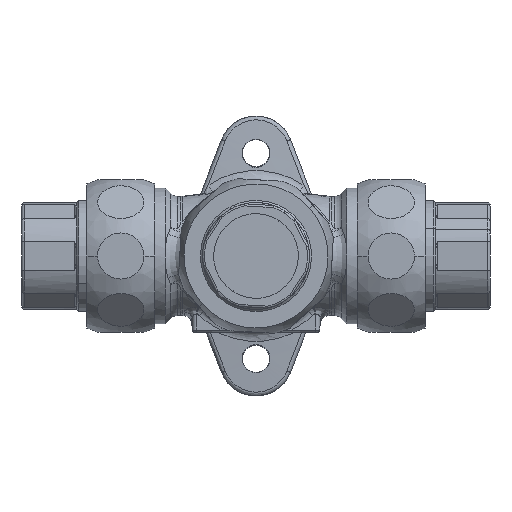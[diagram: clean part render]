
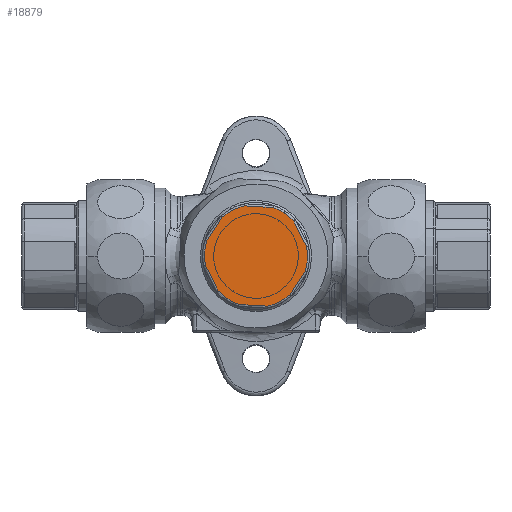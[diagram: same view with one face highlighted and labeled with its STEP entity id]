
A CAD part, front view. The second image highlights one B-rep face of the part: STEP entity #18879.
In plain terms, the highlighted planar face has unit normal (0, -1, 0).
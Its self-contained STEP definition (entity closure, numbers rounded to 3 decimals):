
#1652 = CARTESIAN_POINT ( 'NONE',  ( -2.814, -66.035, 12.218 ) ) ;
#1653 = CARTESIAN_POINT ( 'NONE',  ( -12.33, -66.035, -2.274 ) ) ;
#1656 = CARTESIAN_POINT ( 'NONE',  ( -11.988, -66.035, 3.672 ) ) ;
#2071 = CARTESIAN_POINT ( 'NONE',  ( 0., -66.035, 0. ) ) ;
#2072 = DIRECTION ( 'NONE',  ( 0., -1., 0. ) ) ;
#2073 = DIRECTION ( 'NONE',  ( 0.549, 0., 0.836 ) ) ;
#2698 = CIRCLE ( 'NONE', #2774, 12.537 ) ;
#2774 = AXIS2_PLACEMENT_3D ( 'NONE', #2071, #2072, #2073 ) ;
#2994 = AXIS2_PLACEMENT_3D ( 'NONE', #22968, #22981, #22983 ) ;
#11537 = CARTESIAN_POINT ( 'NONE',  ( -7.115, -66.035, -12.638 ) ) ;
#11544 = LINE ( 'NONE', #11537, #25615 ) ;
#11545 = CARTESIAN_POINT ( 'NONE',  ( 0., -66.035, 0. ) ) ;
#11546 = DIRECTION ( 'NONE',  ( 0., -1., 0. ) ) ;
#11547 = DIRECTION ( 'NONE',  ( 0.549, 0., 0.836 ) ) ;
#11548 = DIRECTION ( 'NONE',  ( 0.449, 0., -0.893 ) ) ;
#11549 = CARTESIAN_POINT ( 'NONE',  ( 7.387, -66.035, -12.481 ) ) ;
#11550 = LINE ( 'NONE', #11549, #25621 ) ;
#11551 = CARTESIAN_POINT ( 'NONE',  ( 0., -66.035, 0. ) ) ;
#11552 = DIRECTION ( 'NONE',  ( 0., -1., 0. ) ) ;
#11553 = DIRECTION ( 'NONE',  ( 0.549, 0., 0.836 ) ) ;
#11554 = DIRECTION ( 'NONE',  ( 0.998, 0., -0.057 ) ) ;
#11555 = LINE ( 'NONE', #11556, #25623 ) ;
#11556 = CARTESIAN_POINT ( 'NONE',  ( 10.061, -66.035, -6.606 ) ) ;
#11557 = CARTESIAN_POINT ( 'NONE',  ( 0., -66.035, 0. ) ) ;
#11558 = DIRECTION ( 'NONE',  ( 0., -1., 0. ) ) ;
#11559 = DIRECTION ( 'NONE',  ( 0.549, 0., 0.836 ) ) ;
#11560 = CARTESIAN_POINT ( 'NONE',  ( 14.388, -66.035, -1.818 ) ) ;
#11561 = DIRECTION ( 'NONE',  ( 0.549, 0., 0.836 ) ) ;
#11563 = LINE ( 'NONE', #11560, #25624 ) ;
#11564 = CARTESIAN_POINT ( 'NONE',  ( 0., -66.035, 0. ) ) ;
#11565 = DIRECTION ( 'NONE',  ( 0., -1., 0. ) ) ;
#11566 = DIRECTION ( 'NONE',  ( 0.549, 0., 0.836 ) ) ;
#11567 = DIRECTION ( 'NONE',  ( -0.449, 0., 0.893 ) ) ;
#11568 = CARTESIAN_POINT ( 'NONE',  ( 8.769, -66.035, 11.552 ) ) ;
#11569 = LINE ( 'NONE', #11568, #25630 ) ;
#11570 = CARTESIAN_POINT ( 'NONE',  ( 0., -66.035, 0. ) ) ;
#11571 = DIRECTION ( 'NONE',  ( 0., -1., 0. ) ) ;
#11572 = DIRECTION ( 'NONE',  ( 0.549, 0., 0.836 ) ) ;
#11573 = DIRECTION ( 'NONE',  ( -0.998, 0., 0.057 ) ) ;
#11575 = LINE ( 'NONE', #11576, #25632 ) ;
#11576 = CARTESIAN_POINT ( 'NONE',  ( -10.061, -66.035, 6.606 ) ) ;
#11577 = CARTESIAN_POINT ( 'NONE',  ( 0., -66.035, 0. ) ) ;
#11578 = DIRECTION ( 'NONE',  ( 0., -1., 0. ) ) ;
#11579 = DIRECTION ( 'NONE',  ( 0.549, 0., 0.836 ) ) ;
#11580 = DIRECTION ( 'NONE',  ( -0.549, 0., -0.836 ) ) ;
#11899 = CARTESIAN_POINT ( 'NONE',  ( 6.882, -66.035, 10.48 ) ) ;
#11925 = CARTESIAN_POINT ( 'NONE',  ( 4.196, -66.035, 11.815 ) ) ;
#12194 = CARTESIAN_POINT ( 'NONE',  ( -9.174, -66.035, -8.546 ) ) ;
#12195 = CARTESIAN_POINT ( 'NONE',  ( -4.196, -66.035, -11.815 ) ) ;
#12196 = CARTESIAN_POINT ( 'NONE',  ( 2.814, -66.035, -12.218 ) ) ;
#12197 = CARTESIAN_POINT ( 'NONE',  ( 8.134, -66.035, -9.541 ) ) ;
#12198 = CARTESIAN_POINT ( 'NONE',  ( 11.988, -66.035, -3.672 ) ) ;
#12199 = CARTESIAN_POINT ( 'NONE',  ( 12.33, -66.035, 2.274 ) ) ;
#12200 = CARTESIAN_POINT ( 'NONE',  ( 9.174, -66.035, 8.546 ) ) ;
#12202 = CARTESIAN_POINT ( 'NONE',  ( -8.134, -66.035, 9.541 ) ) ;
#18879 = ADVANCED_FACE ( 'NONE', ( #22974 ), #22976, .F. ) ;
#19978 = VERTEX_POINT ( 'NONE', #1652 ) ;
#19979 = VERTEX_POINT ( 'NONE', #1653 ) ;
#19982 = VERTEX_POINT ( 'NONE', #1656 ) ;
#20810 = ORIENTED_EDGE ( 'NONE', *, *, #23909, .T. ) ;
#20811 = ORIENTED_EDGE ( 'NONE', *, *, #23911, .T. ) ;
#20812 = ORIENTED_EDGE ( 'NONE', *, *, #23914, .T. ) ;
#20813 = ORIENTED_EDGE ( 'NONE', *, *, #23916, .T. ) ;
#20814 = ORIENTED_EDGE ( 'NONE', *, *, #23918, .T. ) ;
#20815 = ORIENTED_EDGE ( 'NONE', *, *, #23921, .T. ) ;
#20816 = ORIENTED_EDGE ( 'NONE', *, *, #23923, .T. ) ;
#20817 = ORIENTED_EDGE ( 'NONE', *, *, #23925, .T. ) ;
#20818 = ORIENTED_EDGE ( 'NONE', *, *, #23928, .T. ) ;
#20819 = ORIENTED_EDGE ( 'NONE', *, *, #23389, .T. ) ;
#20820 = ORIENTED_EDGE ( 'NONE', *, *, #23930, .T. ) ;
#20821 = ORIENTED_EDGE ( 'NONE', *, *, #23932, .T. ) ;
#20822 = ORIENTED_EDGE ( 'NONE', *, *, #23935, .T. ) ;
#22968 = CARTESIAN_POINT ( 'NONE',  ( 7.81, -66.035, -5.128 ) ) ;
#22974 = FACE_OUTER_BOUND ( 'NONE', #27460, .T. ) ;
#22976 = PLANE ( 'NONE',  #2994 ) ;
#22981 = DIRECTION ( 'NONE',  ( 0., 1., 0. ) ) ;
#22983 = DIRECTION ( 'NONE',  ( 0.549, 0., 0.836 ) ) ;
#23389 = EDGE_CURVE ( 'NONE', #27499, #27525, #2698, .T. ) ;
#23909 = EDGE_CURVE ( 'NONE', #19982, #19979, #25617, .T. ) ;
#23911 = EDGE_CURVE ( 'NONE', #19979, #30146, #11544, .T. ) ;
#23914 = EDGE_CURVE ( 'NONE', #30146, #30147, #25618, .T. ) ;
#23916 = EDGE_CURVE ( 'NONE', #30147, #30148, #11550, .T. ) ;
#23918 = EDGE_CURVE ( 'NONE', #30148, #30149, #25620, .T. ) ;
#23921 = EDGE_CURVE ( 'NONE', #30149, #30150, #11555, .T. ) ;
#23923 = EDGE_CURVE ( 'NONE', #30150, #30151, #25626, .T. ) ;
#23925 = EDGE_CURVE ( 'NONE', #30151, #30152, #11563, .T. ) ;
#23928 = EDGE_CURVE ( 'NONE', #30152, #27499, #25627, .T. ) ;
#23930 = EDGE_CURVE ( 'NONE', #27525, #19978, #11569, .T. ) ;
#23932 = EDGE_CURVE ( 'NONE', #19978, #30154, #25629, .T. ) ;
#23935 = EDGE_CURVE ( 'NONE', #30154, #19982, #11575, .T. ) ;
#25615 = VECTOR ( 'NONE', #11548, 1000. ) ;
#25617 = CIRCLE ( 'NONE', #25619, 12.537 ) ;
#25618 = CIRCLE ( 'NONE', #25622, 12.537 ) ;
#25619 = AXIS2_PLACEMENT_3D ( 'NONE', #11545, #11546, #11547 ) ;
#25620 = CIRCLE ( 'NONE', #25625, 12.537 ) ;
#25621 = VECTOR ( 'NONE', #11554, 1000. ) ;
#25622 = AXIS2_PLACEMENT_3D ( 'NONE', #11551, #11552, #11553 ) ;
#25623 = VECTOR ( 'NONE', #11561, 1000. ) ;
#25624 = VECTOR ( 'NONE', #11567, 1000. ) ;
#25625 = AXIS2_PLACEMENT_3D ( 'NONE', #11557, #11558, #11559 ) ;
#25626 = CIRCLE ( 'NONE', #25628, 12.537 ) ;
#25627 = CIRCLE ( 'NONE', #25631, 12.537 ) ;
#25628 = AXIS2_PLACEMENT_3D ( 'NONE', #11564, #11565, #11566 ) ;
#25629 = CIRCLE ( 'NONE', #25634, 12.537 ) ;
#25630 = VECTOR ( 'NONE', #11573, 1000. ) ;
#25631 = AXIS2_PLACEMENT_3D ( 'NONE', #11570, #11571, #11572 ) ;
#25632 = VECTOR ( 'NONE', #11580, 1000. ) ;
#25634 = AXIS2_PLACEMENT_3D ( 'NONE', #11577, #11578, #11579 ) ;
#27460 = EDGE_LOOP ( 'NONE', ( #20810, #20811, #20812, #20813, #20814, #20815, #20816, #20817, #20818, #20819, #20820, #20821, #20822 ) ) ;
#27499 = VERTEX_POINT ( 'NONE', #11899 ) ;
#27525 = VERTEX_POINT ( 'NONE', #11925 ) ;
#30146 = VERTEX_POINT ( 'NONE', #12194 ) ;
#30147 = VERTEX_POINT ( 'NONE', #12195 ) ;
#30148 = VERTEX_POINT ( 'NONE', #12196 ) ;
#30149 = VERTEX_POINT ( 'NONE', #12197 ) ;
#30150 = VERTEX_POINT ( 'NONE', #12198 ) ;
#30151 = VERTEX_POINT ( 'NONE', #12199 ) ;
#30152 = VERTEX_POINT ( 'NONE', #12200 ) ;
#30154 = VERTEX_POINT ( 'NONE', #12202 ) ;
